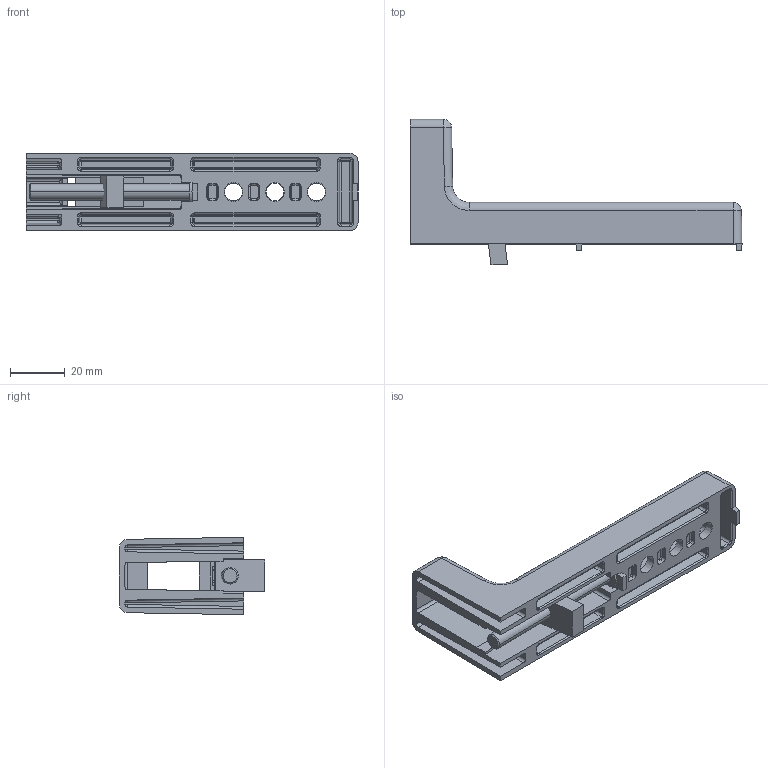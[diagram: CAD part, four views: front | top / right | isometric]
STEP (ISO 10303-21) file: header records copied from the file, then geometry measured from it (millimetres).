
FILE_DESCRIPTION (( 'STEP AP214' ), '1' );
FILE_NAME ('7416215', '2019-01-30T09:34:03', ( '' ), ('JUGARD+KÜNSTNER GmbH'), 'SwSTEP 2.0', 'SolidWorks 2017', '' );
FILE_SCHEMA (( 'AUTOMOTIVE_DESIGN' ));
Length unit declared in the file: millimetre
Products named in the file (1): 7416215
Bounding box: 120.84 x 52.82 x 28.2 mm (x, y, z)
Volume: 32221.7 mm3; surface area: 26021.8 mm2
Topology: 4 solids, 4 shells, 318 faces, 758 edges, 450 vertices
Faces by surface type: plane 105, cylinder 91, bspline 66, cone 50, torus 6
Entity records: 10211 total; most frequent: CARTESIAN_POINT 3102, ORIENTED_EDGE 1508, DIRECTION 1444, EDGE_CURVE 754, AXIS2_PLACEMENT_3D 519, VERTEX_POINT 450, VECTOR 406, LINE 406
